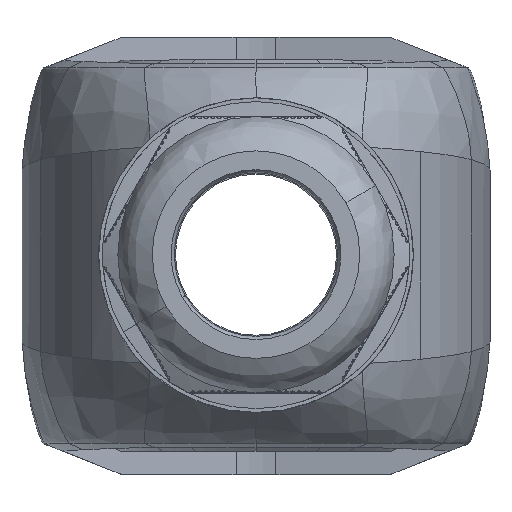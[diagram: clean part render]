
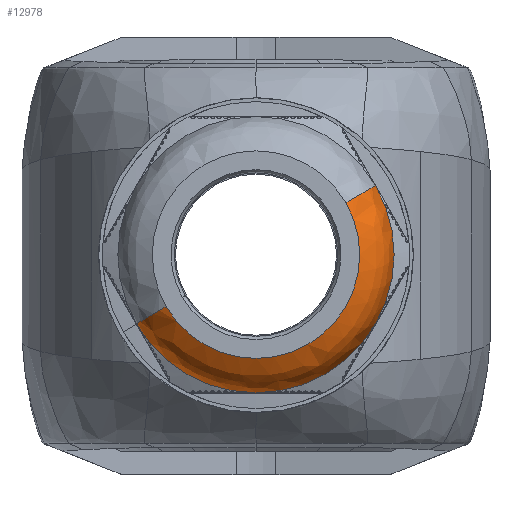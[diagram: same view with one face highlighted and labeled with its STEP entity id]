
A CAD part, top view. The second image highlights one B-rep face of the part: STEP entity #12978.
In plain terms, the highlighted free-form (B-spline) face has degree [2, 2] with [5, 9] control points.
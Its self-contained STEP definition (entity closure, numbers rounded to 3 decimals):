
#10297=(
BOUNDED_SURFACE()
B_SPLINE_SURFACE(2,2,((#58635,#58636,#58637,#58638,#58639,#58640,#58641,
#58642,#58643),(#58644,#58645,#58646,#58647,#58648,#58649,#58650,#58651,
#58652),(#58653,#58654,#58655,#58656,#58657,#58658,#58659,#58660,#58661),
(#58662,#58663,#58664,#58665,#58666,#58667,#58668,#58669,#58670),(#58671,
#58672,#58673,#58674,#58675,#58676,#58677,#58678,#58679)),.UNSPECIFIED.,
 .F.,.F.,.F.)
B_SPLINE_SURFACE_WITH_KNOTS((3,2,3),(3,2,2,2,3),(0.,0.924,1.),
(0.,0.045,0.5,0.955,1.),
 .UNSPECIFIED.)
GEOMETRIC_REPRESENTATION_ITEM()
RATIONAL_B_SPLINE_SURFACE(((0.947,0.971,1.,0.707,
1.,0.707,1.,0.971,0.947),(0.67,
0.686,0.707,0.5,0.707,0.5,0.707,
0.686,0.67),(0.947,0.971,
1.,0.707,1.,0.707,1.,0.971,0.947),
(0.925,0.947,0.976,0.69,
0.976,0.69,0.976,0.947,
0.925),(0.906,0.928,0.956,
0.676,0.956,0.676,0.956,
0.928,0.906)))
REPRESENTATION_ITEM('')
SURFACE()
);
#12978=ADVANCED_FACE('',(#14515),#10297,.T.);
#14515=FACE_OUTER_BOUND('',#16034,.T.);
#16034=EDGE_LOOP('',(#21809,#21810,#21811,#21812,#21813,#21814));
#17080=CIRCLE('',#38639,13.52);
#17082=CIRCLE('',#38642,7.);
#17083=CIRCLE('',#38643,7.);
#17086=CIRCLE('',#38646,18.);
#17087=CIRCLE('',#38647,18.);
#17088=CIRCLE('',#38648,18.);
#21809=ORIENTED_EDGE('',*,*,#30157,.T.);
#21810=ORIENTED_EDGE('',*,*,#30161,.T.);
#21811=ORIENTED_EDGE('',*,*,#30162,.F.);
#21812=ORIENTED_EDGE('',*,*,#30163,.T.);
#21813=ORIENTED_EDGE('',*,*,#30158,.T.);
#21814=ORIENTED_EDGE('',*,*,#30155,.T.);
#26587=VERTEX_POINT('',#57293);
#26765=VERTEX_POINT('',#58573);
#26766=VERTEX_POINT('',#58574);
#26768=VERTEX_POINT('',#58581);
#26770=VERTEX_POINT('',#58631);
#26771=VERTEX_POINT('',#58633);
#30155=EDGE_CURVE('',#26765,#26766,#17080,.T.);
#30157=EDGE_CURVE('',#26766,#26587,#17082,.T.);
#30158=EDGE_CURVE('',#26768,#26765,#17083,.T.);
#30161=EDGE_CURVE('',#26587,#26770,#17086,.T.);
#30162=EDGE_CURVE('',#26771,#26770,#17087,.T.);
#30163=EDGE_CURVE('',#26771,#26768,#17088,.T.);
#38639=AXIS2_PLACEMENT_3D('',#58575,#42947,#42948);
#38642=AXIS2_PLACEMENT_3D('',#58579,#42953,#42954);
#38643=AXIS2_PLACEMENT_3D('',#58580,#42955,#42956);
#38646=AXIS2_PLACEMENT_3D('',#58630,#42961,#42962);
#38647=AXIS2_PLACEMENT_3D('',#58632,#42963,#42964);
#38648=AXIS2_PLACEMENT_3D('',#58634,#42965,#42966);
#42947=DIRECTION('',(0.,0.,-1.));
#42948=DIRECTION('',(0.866,0.5,0.));
#42953=DIRECTION('',(0.5,-0.866,0.));
#42954=DIRECTION('',(-0.309,-0.179,0.934));
#42955=DIRECTION('',(0.5,-0.866,0.));
#42956=DIRECTION('',(0.863,0.499,0.077));
#42961=DIRECTION('',(0.,0.,1.));
#42962=DIRECTION('',(-0.866,-0.5,0.));
#42963=DIRECTION('',(0.,0.,-1.));
#42964=DIRECTION('',(0.866,-0.5,0.));
#42965=DIRECTION('',(0.,0.,1.));
#42966=DIRECTION('',(0.866,-0.5,0.));
#57293=CARTESIAN_POINT('',(-15.588,-9.,144.));
#58573=CARTESIAN_POINT('',(11.709,6.76,150.));
#58574=CARTESIAN_POINT('',(-11.709,-6.76,150.));
#58575=CARTESIAN_POINT('',(0.,0.,150.));
#58579=CARTESIAN_POINT('',(-9.544,-5.51,143.461));
#58580=CARTESIAN_POINT('',(9.544,5.51,143.461));
#58581=CARTESIAN_POINT('',(15.588,9.,144.));
#58630=CARTESIAN_POINT('',(0.,0.,144.));
#58631=CARTESIAN_POINT('',(0.,-18.,144.));
#58632=CARTESIAN_POINT('',(0.,0.,144.));
#58633=CARTESIAN_POINT('',(15.588,-9.,144.));
#58634=CARTESIAN_POINT('',(0.,0.,144.));
#58635=CARTESIAN_POINT('',(14.136,11.177,143.461));
#58636=CARTESIAN_POINT('',(14.95,10.147,143.461));
#58637=CARTESIAN_POINT('',(15.606,9.01,143.461));
#58638=CARTESIAN_POINT('',(24.617,-6.596,143.461));
#58639=CARTESIAN_POINT('',(9.01,-15.606,143.461));
#58640=CARTESIAN_POINT('',(-6.596,-24.617,143.461));
#58641=CARTESIAN_POINT('',(-15.606,-9.01,143.461));
#58642=CARTESIAN_POINT('',(-16.263,-7.874,143.461));
#58643=CARTESIAN_POINT('',(-16.747,-6.654,143.461));
#58644=CARTESIAN_POINT('',(14.136,11.177,150.461));
#58645=CARTESIAN_POINT('',(14.95,10.147,150.461));
#58646=CARTESIAN_POINT('',(15.606,9.01,150.461));
#58647=CARTESIAN_POINT('',(24.617,-6.596,150.461));
#58648=CARTESIAN_POINT('',(9.01,-15.606,150.461));
#58649=CARTESIAN_POINT('',(-6.596,-24.617,150.461));
#58650=CARTESIAN_POINT('',(-15.606,-9.01,150.461));
#58651=CARTESIAN_POINT('',(-16.263,-7.874,150.461));
#58652=CARTESIAN_POINT('',(-16.747,-6.654,150.461));
#58653=CARTESIAN_POINT('',(8.645,6.835,150.461));
#58654=CARTESIAN_POINT('',(9.143,6.206,150.461));
#58655=CARTESIAN_POINT('',(9.544,5.51,150.461));
#58656=CARTESIAN_POINT('',(15.055,-4.034,150.461));
#58657=CARTESIAN_POINT('',(5.51,-9.544,150.461));
#58658=CARTESIAN_POINT('',(-4.034,-15.055,150.461));
#58659=CARTESIAN_POINT('',(-9.544,-5.51,150.461));
#58660=CARTESIAN_POINT('',(-9.946,-4.815,150.461));
#58661=CARTESIAN_POINT('',(-10.242,-4.069,150.461));
#58662=CARTESIAN_POINT('',(8.32,6.578,150.461));
#58663=CARTESIAN_POINT('',(8.799,5.972,150.461));
#58664=CARTESIAN_POINT('',(9.185,5.303,150.461));
#58665=CARTESIAN_POINT('',(14.488,-3.882,150.461));
#58666=CARTESIAN_POINT('',(5.303,-9.185,150.461));
#58667=CARTESIAN_POINT('',(-3.882,-14.488,150.461));
#58668=CARTESIAN_POINT('',(-9.185,-5.303,150.461));
#58669=CARTESIAN_POINT('',(-9.572,-4.634,150.461));
#58670=CARTESIAN_POINT('',(-9.857,-3.916,150.461));
#58671=CARTESIAN_POINT('',(7.997,6.323,150.412));
#58672=CARTESIAN_POINT('',(8.458,5.74,150.412));
#58673=CARTESIAN_POINT('',(8.829,5.097,150.412));
#58674=CARTESIAN_POINT('',(13.926,-3.732,150.412));
#58675=CARTESIAN_POINT('',(5.097,-8.829,150.412));
#58676=CARTESIAN_POINT('',(-3.732,-13.926,150.412));
#58677=CARTESIAN_POINT('',(-8.829,-5.097,150.412));
#58678=CARTESIAN_POINT('',(-9.2,-4.454,150.412));
#58679=CARTESIAN_POINT('',(-9.474,-3.764,150.412));
